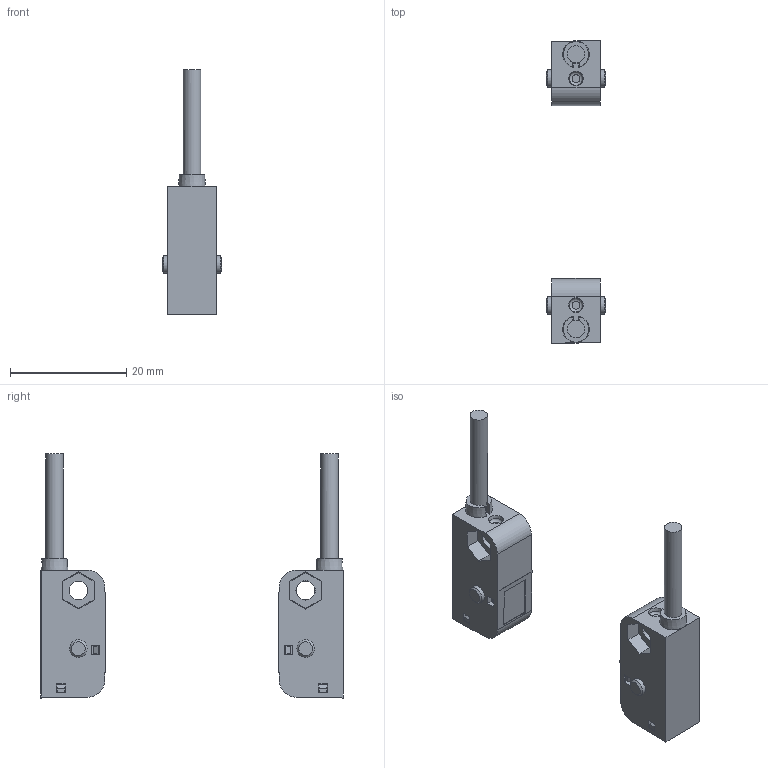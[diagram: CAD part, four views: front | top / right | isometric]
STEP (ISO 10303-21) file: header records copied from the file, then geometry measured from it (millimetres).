
FILE_DESCRIPTION(/* description */ (''),/* implementation_level */ '2;1');
FILE_NAME(/* name */ '183.stp',/* time_stamp */ '2023-10-06T17:42:39+08:00',/* author */ (''),/* organization */ (''),/* preprocessor_version */ 'ST-DEVELOPER v14',/* originating_system */ 'SIEMENS PLM Software NX 8.0',/* authorisation */ '');
FILE_SCHEMA (('AUTOMOTIVE_DESIGN { 1 0 10303 214 3 1 1 1 }'));
Length unit declared in the file: millimetre
Products named in the file (1): Admi07B879782ze7
Bounding box: 10.3 x 52.11 x 42.01 mm (x, y, z)
Volume: 3829.9 mm3; surface area: 2914 mm2
Topology: 2 solids, 4 shells, 194 faces, 488 edges, 324 vertices
Faces by surface type: plane 170, cone 12, cylinder 10, torus 2
Full cylindrical faces by diameter (mm): 3 x6
Entity records: 5617 total; most frequent: CARTESIAN_POINT 991, ORIENTED_EDGE 924, DIRECTION 896, EDGE_CURVE 462, LINE 410, VECTOR 410, VERTEX_POINT 316, AXIS2_PLACEMENT_3D 243
